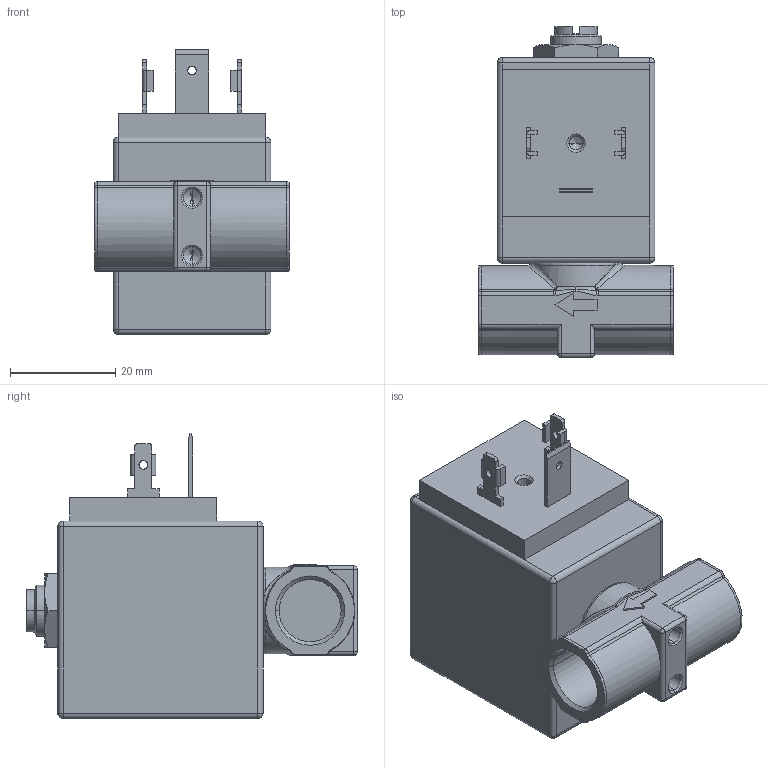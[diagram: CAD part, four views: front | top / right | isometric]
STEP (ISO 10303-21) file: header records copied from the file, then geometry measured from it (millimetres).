
FILE_DESCRIPTION((''),'2;1');
FILE_NAME('21TG2KR0_BDA_INGOMBRO_ASM','2017-02-06T',('manzoniste'),('O.D.E.'),'CREO PARAMETRIC BY PTC INC, 2016130','CREO PARAMETRIC BY PTC INC, 2016130','');
FILE_SCHEMA(('CONFIG_CONTROL_DESIGN'));
Length unit declared in the file: millimetre
Products named in the file (1): 21TG2KR0_BDA_INGOMBRO_ASM
Bounding box: 37 x 62.9 x 54.15 mm (x, y, z)
Volume: 43294.8 mm3; surface area: 15557.3 mm2
Topology: 1 solids, 3 shells, 363 faces, 859 edges, 523 vertices
Faces by surface type: plane 171, cylinder 94, cone 36, bspline 34, torus 16, sphere 12
Entity records: 13440 total; most frequent: CARTESIAN_POINT 3512, ORIENTED_EDGE 1690, DIRECTION 1615, EDGE_CURVE 853, AXIS2_PLACEMENT_3D 562, PRESENTATION_STYLE_ASSIGNMENT 525, STYLED_ITEM 525, VERTEX_POINT 523
